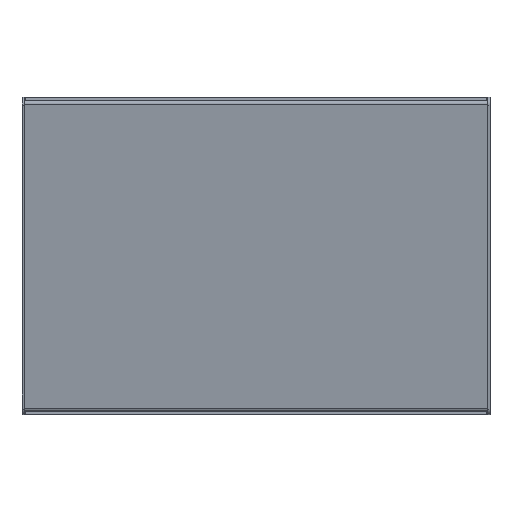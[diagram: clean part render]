
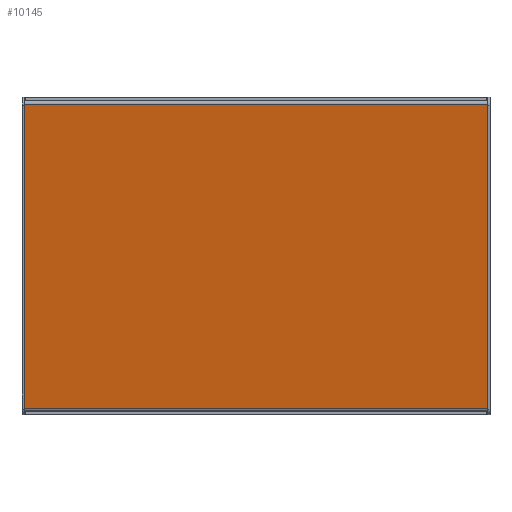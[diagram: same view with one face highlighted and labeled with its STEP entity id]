
A CAD part, top view. The second image highlights one B-rep face of the part: STEP entity #10145.
In plain terms, the highlighted planar face has unit normal (0, -0.174, 0.985).
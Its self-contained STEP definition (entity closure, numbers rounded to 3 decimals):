
#6538=CARTESIAN_POINT('',(215.106,-3.607,-0.636));
#6539=VERTEX_POINT('',#6538);
#6547=CARTESIAN_POINT('',(215.106,-285.979,-50.428));
#6548=VERTEX_POINT('',#6547);
#6549=CARTESIAN_POINT('',(215.106,-3.607,-0.636));
#6550=DIRECTION('',(0.0,-0.985,-0.174));
#6551=VECTOR('',#6550,286.728);
#6552=LINE('',#6549,#6551);
#6553=EDGE_CURVE('',#6539,#6548,#6552,.T.);
#8185=CARTESIAN_POINT('',(-215.106,-285.979,-50.428));
#8186=VERTEX_POINT('',#8185);
#8194=CARTESIAN_POINT('',(-215.106,-3.607,-0.636));
#8195=VERTEX_POINT('',#8194);
#8196=CARTESIAN_POINT('',(-215.106,-3.607,-0.636));
#8197=DIRECTION('',(0.0,-0.985,-0.174));
#8198=VECTOR('',#8197,286.728);
#8199=LINE('',#8196,#8198);
#8200=EDGE_CURVE('',#8195,#8186,#8199,.T.);
#10118=CARTESIAN_POINT('',(-215.106,-285.979,-50.428));
#10119=DIRECTION('',(1.0,0.0,0.0));
#10120=VECTOR('',#10119,430.213);
#10121=LINE('',#10118,#10120);
#10122=EDGE_CURVE('',#8186,#6548,#10121,.T.);
#10129=CARTESIAN_POINT('',(-215.106,0.0,0.));
#10130=DIRECTION('',(0.0,-0.174,0.985));
#10131=DIRECTION('',(1.0,0.0,0.0));
#10132=AXIS2_PLACEMENT_3D('',#10129,#10130,#10131);
#10133=PLANE('',#10132);
#10134=ORIENTED_EDGE('',*,*,#6553,.F.);
#10135=CARTESIAN_POINT('',(-215.106,-3.607,-0.636));
#10136=DIRECTION('',(1.0,0.0,0.0));
#10137=VECTOR('',#10136,430.213);
#10138=LINE('',#10135,#10137);
#10139=EDGE_CURVE('',#8195,#6539,#10138,.T.);
#10140=ORIENTED_EDGE('',*,*,#10139,.F.);
#10141=ORIENTED_EDGE('',*,*,#8200,.T.);
#10142=ORIENTED_EDGE('',*,*,#10122,.T.);
#10143=EDGE_LOOP('',(#10134,#10140,#10141,#10142));
#10144=FACE_OUTER_BOUND('',#10143,.T.);
#10145=ADVANCED_FACE('',(#10144),#10133,.T.);
